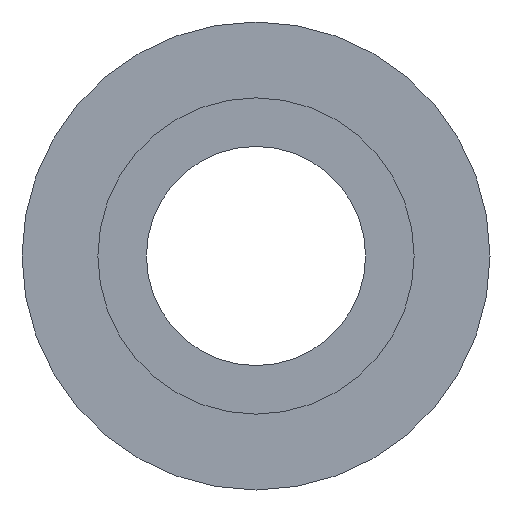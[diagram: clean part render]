
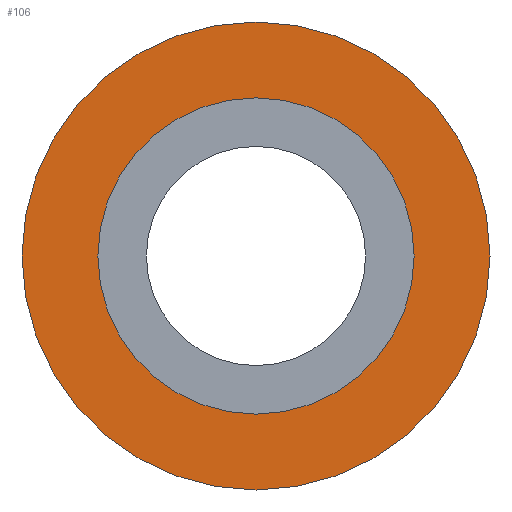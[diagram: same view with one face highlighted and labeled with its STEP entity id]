
A CAD part, left-side view. The second image highlights one B-rep face of the part: STEP entity #106.
In plain terms, the highlighted planar face has unit normal (-1, 0, 0).
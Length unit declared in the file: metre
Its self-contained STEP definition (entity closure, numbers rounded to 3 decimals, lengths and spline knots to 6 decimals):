
#23=PLANE('',#134);
#36=ORIENTED_EDGE('',*,*,#47,.F.);
#37=ORIENTED_EDGE('',*,*,#43,.T.);
#43=EDGE_CURVE('',#51,#51,#59,.T.);
#47=EDGE_CURVE('',#55,#55,#63,.F.);
#51=VERTEX_POINT('',#181);
#55=VERTEX_POINT('',#194);
#59=CIRCLE('',#126,0.00635);
#63=CIRCLE('',#135,0.009398);
#76=EDGE_LOOP('',(#36));
#77=EDGE_LOOP('',(#37));
#92=FACE_BOUND('',#76,.T.);
#93=FACE_BOUND('',#77,.T.);
#106=ADVANCED_FACE('',(#92,#93),#23,.F.);
#126=AXIS2_PLACEMENT_3D('',#180,#149,#150);
#134=AXIS2_PLACEMENT_3D('',#192,#165,#166);
#135=AXIS2_PLACEMENT_3D('',#193,#167,#168);
#149=DIRECTION('',(1.,0.,0.));
#150=DIRECTION('',(0.,0.,-1.));
#165=DIRECTION('',(1.,0.,0.));
#166=DIRECTION('',(0.,1.,0.));
#167=DIRECTION('',(-1.,0.,0.));
#168=DIRECTION('',(0.,1.,0.));
#180=CARTESIAN_POINT('',(-0.427398,-0.518759,0.0081));
#181=CARTESIAN_POINT('',(-0.427398,-0.518759,0.00175));
#192=CARTESIAN_POINT('',(-0.427398,-0.518759,0.0081));
#193=CARTESIAN_POINT('',(-0.427398,-0.518759,0.0081));
#194=CARTESIAN_POINT('',(-0.427398,-0.509361,0.0081));
